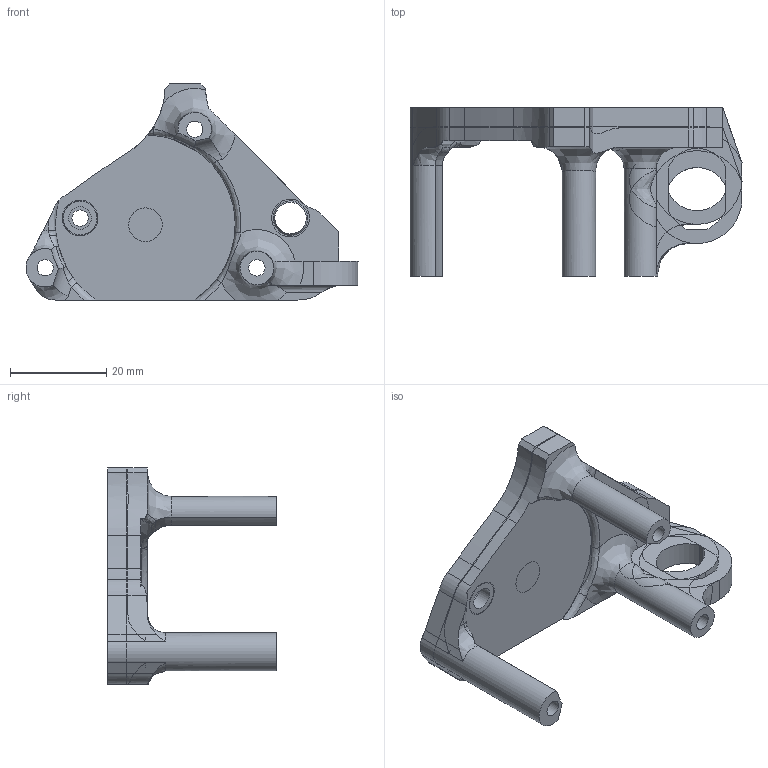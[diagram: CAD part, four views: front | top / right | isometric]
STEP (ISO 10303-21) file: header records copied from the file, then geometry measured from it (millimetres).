
FILE_DESCRIPTION(/* description */ (''),/* implementation_level */ '2;1');
FILE_NAME(/* name */ 'SP13 WWG2.step',/* time_stamp */ '2024-03-05T19:22:04+10:00',/* author */ (''),/* organization */ (''),/* preprocessor_version */ 'ST-DEVELOPER v20',/* originating_system */ 'Autodesk Translation Framework v12.20.1.177',/* authorisation */ '');
FILE_SCHEMA (('AUTOMOTIVE_DESIGN { 1 0 10303 214 3 1 1 }'));
Length unit declared in the file: millimetre
Products named in the file (1): SP13 WWG2
Bounding box: 69.15 x 35.1 x 45 mm (x, y, z)
Volume: 20589.4 mm3; surface area: 16273.7 mm2
Topology: 3 solids, 3 shells, 259 faces, 716 edges, 463 vertices
Faces by surface type: plane 138, cylinder 65, bspline 42, cone 14
Full cylindrical faces by diameter (mm): 3.4 x7, 4.7 x2, 6 x7, 7 x2
Entity records: 10469 total; most frequent: CARTESIAN_POINT 4009, ORIENTED_EDGE 1428, DIRECTION 1226, EDGE_CURVE 714, VERTEX_POINT 463, AXIS2_PLACEMENT_3D 442, LINE 342, VECTOR 342
